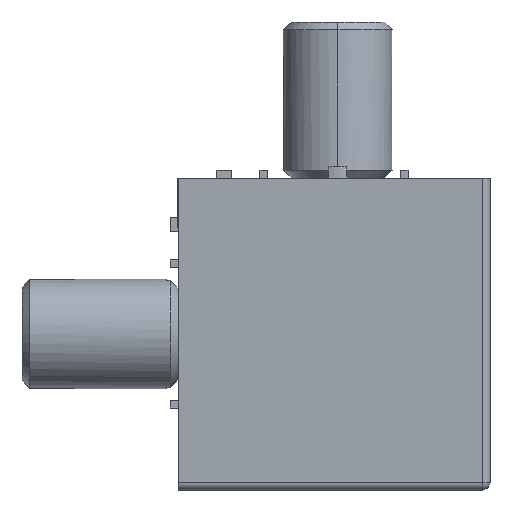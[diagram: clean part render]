
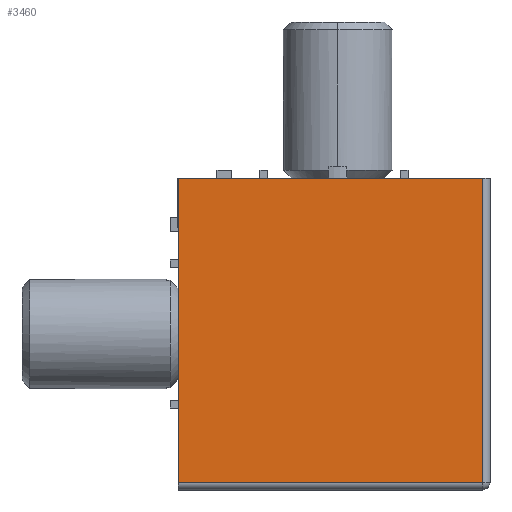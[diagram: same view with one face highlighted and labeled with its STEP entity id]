
A CAD part, left-side view. The second image highlights one B-rep face of the part: STEP entity #3460.
In plain terms, the highlighted planar face has unit normal (-1, 0, 0).
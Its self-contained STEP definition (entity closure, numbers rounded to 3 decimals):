
#167 = CARTESIAN_POINT ( 'NONE',  ( -20., 2., -19. ) ) ;
#274 = VERTEX_POINT ( 'NONE', #2639 ) ;
#529 = VECTOR ( 'NONE', #1375, 1000. ) ;
#792 = EDGE_CURVE ( 'NONE', #5845, #1275, #2845, .T. ) ;
#807 = VECTOR ( 'NONE', #1778, 1000. ) ;
#826 = CARTESIAN_POINT ( 'NONE',  ( -20., 2., 20. ) ) ;
#984 = CARTESIAN_POINT ( 'NONE',  ( -20., 1., -19. ) ) ;
#1040 = DIRECTION ( 'NONE',  ( 0., 0., 1. ) ) ;
#1268 = EDGE_CURVE ( 'NONE', #274, #1358, #5519, .T. ) ;
#1275 = VERTEX_POINT ( 'NONE', #5566 ) ;
#1358 = VERTEX_POINT ( 'NONE', #6202 ) ;
#1375 = DIRECTION ( 'NONE',  ( 0., -1., 0. ) ) ;
#1436 = VECTOR ( 'NONE', #2069, 1000. ) ;
#1492 = PLANE ( 'NONE',  #2457 ) ;
#1778 = DIRECTION ( 'NONE',  ( 0., -1., 0. ) ) ;
#1786 = CARTESIAN_POINT ( 'NONE',  ( -20., 1., -20. ) ) ;
#2022 = DIRECTION ( 'NONE',  ( 0., 0., -1. ) ) ;
#2069 = DIRECTION ( 'NONE',  ( 0., 0., 1. ) ) ;
#2187 = ORIENTED_EDGE ( 'NONE', *, *, #3897, .F. ) ;
#2457 = AXIS2_PLACEMENT_3D ( 'NONE', #5209, #5232, #2022 ) ;
#2639 = CARTESIAN_POINT ( 'NONE',  ( -20., 40., -19. ) ) ;
#2845 = LINE ( 'NONE', #1786, #1436 ) ;
#3099 = EDGE_CURVE ( 'NONE', #274, #5845, #5085, .T. ) ;
#3438 = ORIENTED_EDGE ( 'NONE', *, *, #792, .T. ) ;
#3460 = ADVANCED_FACE ( 'NONE', ( #5902 ), #1492, .F. ) ;
#3578 = EDGE_LOOP ( 'NONE', ( #5793, #3438, #2187, #5868 ) ) ;
#3897 = EDGE_CURVE ( 'NONE', #1358, #1275, #4798, .T. ) ;
#4798 = LINE ( 'NONE', #826, #529 ) ;
#5085 = LINE ( 'NONE', #167, #807 ) ;
#5209 = CARTESIAN_POINT ( 'NONE',  ( -20., 2., -20. ) ) ;
#5232 = DIRECTION ( 'NONE',  ( 1., 0., 0. ) ) ;
#5519 = LINE ( 'NONE', #6715, #6776 ) ;
#5566 = CARTESIAN_POINT ( 'NONE',  ( -20., 1., 20. ) ) ;
#5793 = ORIENTED_EDGE ( 'NONE', *, *, #3099, .T. ) ;
#5845 = VERTEX_POINT ( 'NONE', #984 ) ;
#5868 = ORIENTED_EDGE ( 'NONE', *, *, #1268, .F. ) ;
#5902 = FACE_OUTER_BOUND ( 'NONE', #3578, .T. ) ;
#6202 = CARTESIAN_POINT ( 'NONE',  ( -20., 40., 20. ) ) ;
#6715 = CARTESIAN_POINT ( 'NONE',  ( -20., 40., 0. ) ) ;
#6776 = VECTOR ( 'NONE', #1040, 1000. ) ;
